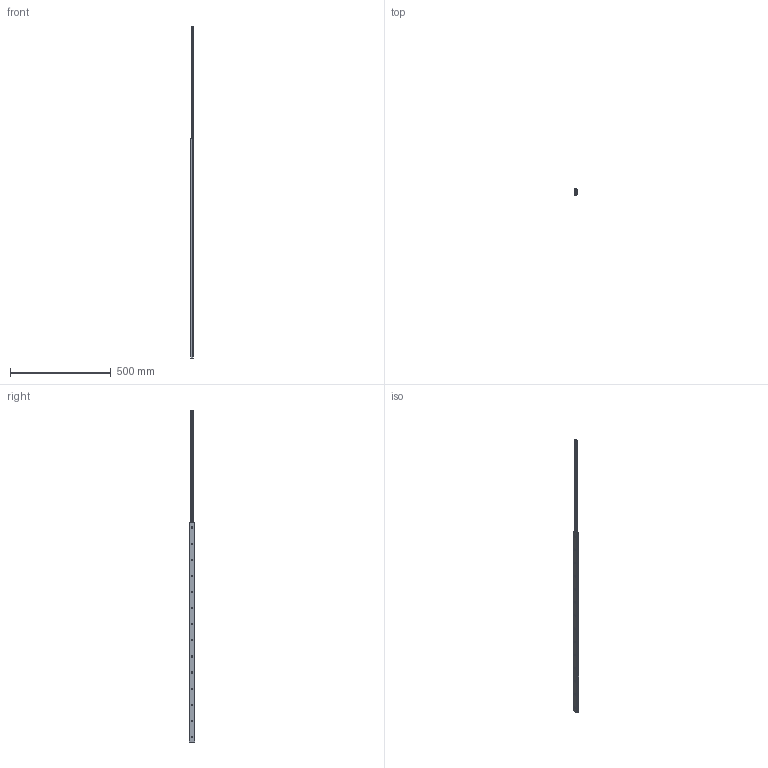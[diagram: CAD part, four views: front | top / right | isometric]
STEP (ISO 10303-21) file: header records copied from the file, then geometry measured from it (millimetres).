
FILE_DESCRIPTION (( 'STEP AP214' ), '1' );
FILE_NAME ('FR 5328_1090mm_43inch_open Front.STEP', '2022-10-17T12:12:27', ( '' ), ( '' ), 'SwSTEP 2.0', 'SolidWorks 2020', '' );
FILE_SCHEMA (( 'AUTOMOTIVE_DESIGN' ));
Length unit declared in the file: millimetre
Products named in the file (5): 5328.XXX-03.T091_NL 1090; 5328.XXX-01.T091_NL 1090; FR 5328_1090mm_43inch_open Front
Assembly tree (4 placements, depth 3):
  FR 5328_1090mm_43inch_open Front
    5328.XXX-01.T091_NL 1090
      5328.XXX-01.T091_NL 1090
    5328.XXX-03.T091_NL 1090
      5328.XXX-03.T091_NL 1090
Bounding box: 13 x 28 x 1649 mm (x, y, z)
Volume: 280193.8 mm3; surface area: 152761.6 mm2
Topology: 2 solids, 2 shells, 162 faces, 418 edges, 260 vertices
Faces by surface type: cylinder 84, cone 56, plane 22
Entity records: 5560 total; most frequent: DIRECTION 984, CARTESIAN_POINT 849, ORIENTED_EDGE 836, EDGE_CURVE 418, AXIS2_PLACEMENT_3D 395, VERTEX_POINT 260, CIRCLE 224, EDGE_LOOP 218
